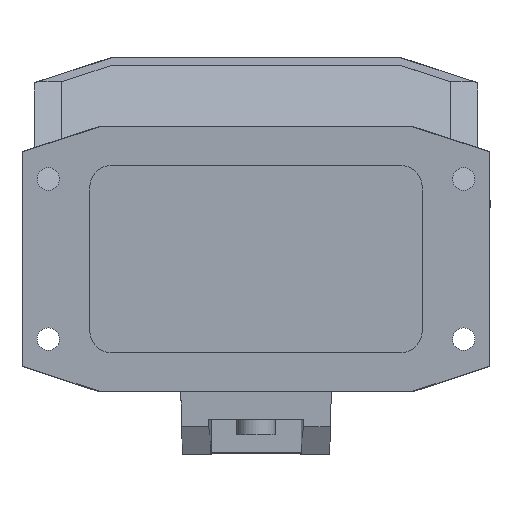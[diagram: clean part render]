
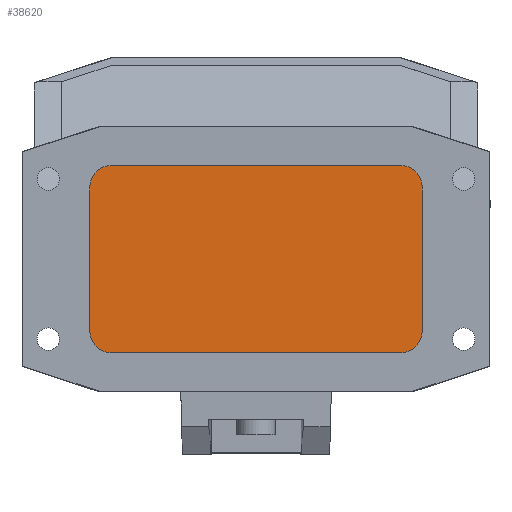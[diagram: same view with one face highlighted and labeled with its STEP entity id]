
A CAD part, front view. The second image highlights one B-rep face of the part: STEP entity #38620.
In plain terms, the highlighted face is planar.
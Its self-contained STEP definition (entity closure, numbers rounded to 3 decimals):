
#7260=CARTESIAN_POINT('',(55.689,32.249,
-1.));
#7270=VERTEX_POINT('',#7260);
#7300=CARTESIAN_POINT('',(55.689,0.,-1.));
#7310=DIRECTION('',(0.,1.,0.));
#7320=VECTOR('',#7310,1.);
#7330=LINE('',#7300,#7320);
#7340=CARTESIAN_POINT('',(55.689,-25.548,
-1.));
#7350=VERTEX_POINT('',#7340);
#7360=EDGE_CURVE('',#7350,#7270,#7330,.T.);
#10450=CARTESIAN_POINT('',(18.291,32.249,
-1.));
#10460=VERTEX_POINT('',#10450);
#10540=CARTESIAN_POINT('',(18.291,-25.548,
-1.));
#10550=VERTEX_POINT('',#10540);
#10580=CARTESIAN_POINT('',(18.291,0.,-1.));
#10590=DIRECTION('',(0.,-1.,0.));
#10600=VECTOR('',#10590,1.);
#10610=LINE('',#10580,#10600);
#10620=EDGE_CURVE('',#10460,#10550,#10610,.T.);
#11680=CARTESIAN_POINT('',(22.591,36.549,
-1.));
#11690=VERTEX_POINT('',#11680);
#11740=CARTESIAN_POINT('',(22.591,32.249,-1.));
#11750=DIRECTION('',(0.,0.,1.));
#11760=DIRECTION('',(0.,-1.,0.));
#11770=AXIS2_PLACEMENT_3D('',#11740,#11750,#11760);
#11780=CIRCLE('',#11770,4.3);
#11790=EDGE_CURVE('',#11690,#10460,#11780,.T.);
#12950=CARTESIAN_POINT('',(22.591,-29.848,
-1.));
#12960=VERTEX_POINT('',#12950);
#12990=CARTESIAN_POINT('',(22.591,-25.548,
-1.));
#13000=DIRECTION('',(0.,0.,1.));
#13010=DIRECTION('',(0.,-1.,0.));
#13020=AXIS2_PLACEMENT_3D('',#12990,#13000,#13010);
#13030=CIRCLE('',#13020,4.3);
#13040=EDGE_CURVE('',#10550,#12960,#13030,.T.);
#13250=CARTESIAN_POINT('',(51.389,36.549,
-1.));
#13260=VERTEX_POINT('',#13250);
#13310=CARTESIAN_POINT('',(0.,36.549,-1.));
#13320=DIRECTION('',(-1.,0.,0.));
#13330=VECTOR('',#13320,1.);
#13340=LINE('',#13310,#13330);
#13350=EDGE_CURVE('',#13260,#11690,#13340,.T.);
#24720=CARTESIAN_POINT('',(51.389,32.249,
-1.));
#24730=DIRECTION('',(0.,0.,-1.));
#24740=DIRECTION('',(0.,1.,0.));
#24750=AXIS2_PLACEMENT_3D('',#24720,#24730,#24740);
#24760=CIRCLE('',#24750,4.3);
#24770=EDGE_CURVE('',#13260,#7270,#24760,.T.);
#25250=CARTESIAN_POINT('',(51.389,-29.848,
-1.));
#25260=VERTEX_POINT('',#25250);
#25290=CARTESIAN_POINT('',(0.,-29.848,-1.));
#25300=DIRECTION('',(1.,0.,0.));
#25310=VECTOR('',#25300,1.);
#25320=LINE('',#25290,#25310);
#25330=EDGE_CURVE('',#12960,#25260,#25320,.T.);
#25530=CARTESIAN_POINT('',(51.389,-25.548,
-1.));
#25540=DIRECTION('',(0.,0.,1.));
#25550=DIRECTION('',(0.,-1.,0.));
#25560=AXIS2_PLACEMENT_3D('',#25530,#25540,#25550);
#25570=CIRCLE('',#25560,4.3);
#25580=EDGE_CURVE('',#25260,#7350,#25570,.T.);
#38470=CARTESIAN_POINT('',(43.141,3.35,
-1.));
#38480=DIRECTION('',(0.,0.,-1.));
#38490=DIRECTION('',(1.,0.,0.));
#38500=AXIS2_PLACEMENT_3D('',#38470,#38480,#38490);
#38510=PLANE('',#38500);
#38520=ORIENTED_EDGE('',*,*,#13350,.F.);
#38530=ORIENTED_EDGE('',*,*,#11790,.F.);
#38540=ORIENTED_EDGE('',*,*,#10620,.F.);
#38550=ORIENTED_EDGE('',*,*,#13040,.F.);
#38560=ORIENTED_EDGE('',*,*,#25330,.F.);
#38570=ORIENTED_EDGE('',*,*,#25580,.F.);
#38580=ORIENTED_EDGE('',*,*,#7360,.F.);
#38590=ORIENTED_EDGE('',*,*,#24770,.T.);
#38600=EDGE_LOOP('',(#38590,#38580,#38570,#38560,#38550,#38540,#38530,
#38520));
#38610=FACE_OUTER_BOUND('',#38600,.T.);
#38620=ADVANCED_FACE('',(#38610),#38510,.T.);
